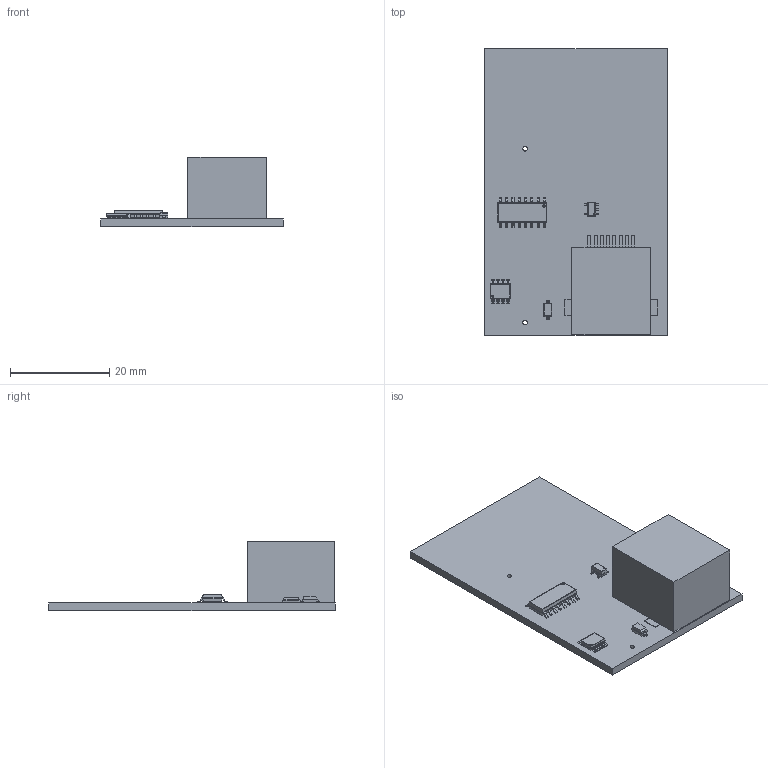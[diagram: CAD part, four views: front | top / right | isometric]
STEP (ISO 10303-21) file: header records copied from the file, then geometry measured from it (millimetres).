
FILE_DESCRIPTION(('KiCad electronic assembly'),'2;1');
FILE_NAME('han_to_wifi_board.step','2022-01-30T15:15:54',('Pcbnew'),( 'Kicad'),'Open CASCADE STEP processor 7.5','KiCad to STEP converter' ,'Unknown');
FILE_SCHEMA(('AUTOMOTIVE_DESIGN { 1 0 10303 214 1 1 1 1 }'));
Length unit declared in the file: millimetre
Products named in the file (12): han_to_wifi_board 1; RJLSE4118101; COMPOUND; LT8619EMSE-5#PBF; NSI45025AT1G; MIC2779L-1YM5_TR; NCN5150DR2G; han_to_wifi_board PCB
Assembly tree (11 placements, depth 3):
  han_to_wifi_board 1
    RJLSE4118101
      COMPOUND
    LT8619EMSE-5#PBF
      COMPOUND
    NSI45025AT1G
      COMPOUND
    MIC2779L-1YM5_TR
      COMPOUND
    NCN5150DR2G
      COMPOUND
    han_to_wifi_board PCB
Bounding box: 36.83 x 57.78 x 14.07 mm (x, y, z)
Volume: 6925.2 mm3; surface area: 6277.3 mm2
Topology: 56 solids, 56 shells, 674 faces, 1621 edges, 1062 vertices
Faces by surface type: bspline 666, plane 6, cylinder 2
Full cylindrical faces by diameter (mm): 0.9 x2
Entity records: 36397 total; most frequent: CARTESIAN_POINT 14906, B_SPLINE_CURVE_WITH_KNOTS 4305, ORIENTED_EDGE 3242, PCURVE 3242, DEFINITIONAL_REPRESENTATION 3242, EDGE_CURVE 1621, SURFACE_CURVE 1616, VERTEX_POINT 1062
